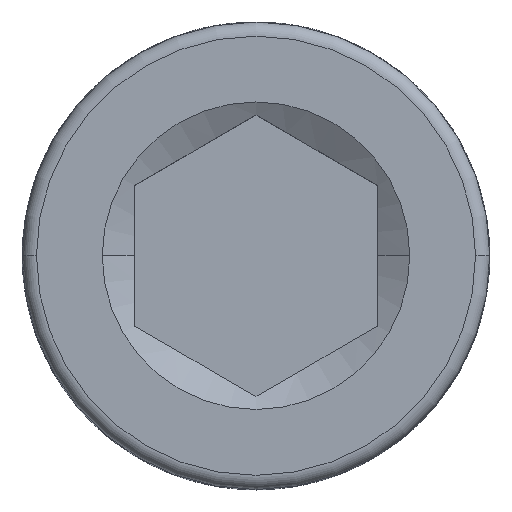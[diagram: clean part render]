
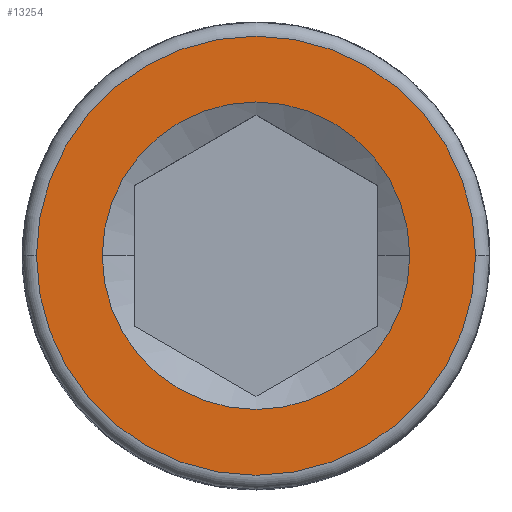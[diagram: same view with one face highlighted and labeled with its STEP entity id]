
A CAD part, top view. The second image highlights one B-rep face of the part: STEP entity #13254.
In plain terms, the highlighted planar face has unit normal (0, 0, 1).
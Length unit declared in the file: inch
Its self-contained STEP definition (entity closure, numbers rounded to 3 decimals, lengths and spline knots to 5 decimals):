
#498 = VERTEX_POINT ( 'NONE', #6113 ) ;
#696 = DIRECTION ( 'NONE',  ( 0., 0., 1. ) ) ;
#703 = EDGE_LOOP ( 'NONE', ( #2966, #7740 ) ) ;
#878 = CARTESIAN_POINT ( 'NONE',  ( 0.1268, 0., 0.332 ) ) ;
#1336 = VERTEX_POINT ( 'NONE', #878 ) ;
#1354 = CIRCLE ( 'NONE', #2033, 0.08879 ) ;
#1716 = CARTESIAN_POINT ( 'NONE',  ( 0., 0.1268, 0.332 ) ) ;
#1867 = DIRECTION ( 'NONE',  ( 1., 0., 0. ) ) ;
#2033 = AXIS2_PLACEMENT_3D ( 'NONE', #4374, #696, #1867 ) ;
#2376 = CIRCLE ( 'NONE', #10217, 0.08879 ) ;
#2966 = ORIENTED_EDGE ( 'NONE', *, *, #7285, .F. ) ;
#3127 = DIRECTION ( 'NONE',  ( 0., 0., -1. ) ) ;
#3176 = CARTESIAN_POINT ( 'NONE',  ( 0., 0., 0.332 ) ) ;
#3495 = DIRECTION ( 'NONE',  ( -1., 0., 0. ) ) ;
#3613 = ORIENTED_EDGE ( 'NONE', *, *, #13705, .F. ) ;
#3951 = CARTESIAN_POINT ( 'NONE',  ( -0.08879, 0., 0.332 ) ) ;
#4142 = VERTEX_POINT ( 'NONE', #9697 ) ;
#4166 = DIRECTION ( 'NONE',  ( 1., 0., 0. ) ) ;
#4374 = CARTESIAN_POINT ( 'NONE',  ( 0., 0., 0.332 ) ) ;
#5545 = DIRECTION ( 'NONE',  ( -1., 0., 0. ) ) ;
#5849 = DIRECTION ( 'NONE',  ( 0., 0., -1. ) ) ;
#6113 = CARTESIAN_POINT ( 'NONE',  ( -0.1268, 0., 0.332 ) ) ;
#7121 = EDGE_CURVE ( 'NONE', #1336, #498, #9929, .T. ) ;
#7216 = FACE_OUTER_BOUND ( 'NONE', #703, .T. ) ;
#7285 = EDGE_CURVE ( 'NONE', #498, #1336, #14759, .T. ) ;
#7644 = AXIS2_PLACEMENT_3D ( 'NONE', #1716, #11243, #4166 ) ;
#7740 = ORIENTED_EDGE ( 'NONE', *, *, #7121, .F. ) ;
#8517 = EDGE_LOOP ( 'NONE', ( #3613, #15060 ) ) ;
#9111 = EDGE_CURVE ( 'NONE', #13248, #4142, #1354, .T. ) ;
#9468 = CARTESIAN_POINT ( 'NONE',  ( 0., 0., 0.332 ) ) ;
#9576 = DIRECTION ( 'NONE',  ( 1., 0., 0. ) ) ;
#9697 = CARTESIAN_POINT ( 'NONE',  ( 0.08879, 0., 0.332 ) ) ;
#9929 = CIRCLE ( 'NONE', #11927, 0.1268 ) ;
#9969 = FACE_BOUND ( 'NONE', #8517, .T. ) ;
#10217 = AXIS2_PLACEMENT_3D ( 'NONE', #9468, #10716, #9576 ) ;
#10645 = CARTESIAN_POINT ( 'NONE',  ( 0., 0., 0.332 ) ) ;
#10716 = DIRECTION ( 'NONE',  ( 0., 0., 1. ) ) ;
#11243 = DIRECTION ( 'NONE',  ( 0., 0., 1. ) ) ;
#11834 = AXIS2_PLACEMENT_3D ( 'NONE', #10645, #5849, #3495 ) ;
#11927 = AXIS2_PLACEMENT_3D ( 'NONE', #3176, #3127, #5545 ) ;
#13248 = VERTEX_POINT ( 'NONE', #3951 ) ;
#13254 = ADVANCED_FACE ( 'NONE', ( #9969, #7216 ), #13597, .T. ) ;
#13597 = PLANE ( 'NONE',  #7644 ) ;
#13705 = EDGE_CURVE ( 'NONE', #4142, #13248, #2376, .T. ) ;
#14759 = CIRCLE ( 'NONE', #11834, 0.1268 ) ;
#15060 = ORIENTED_EDGE ( 'NONE', *, *, #9111, .F. ) ;
